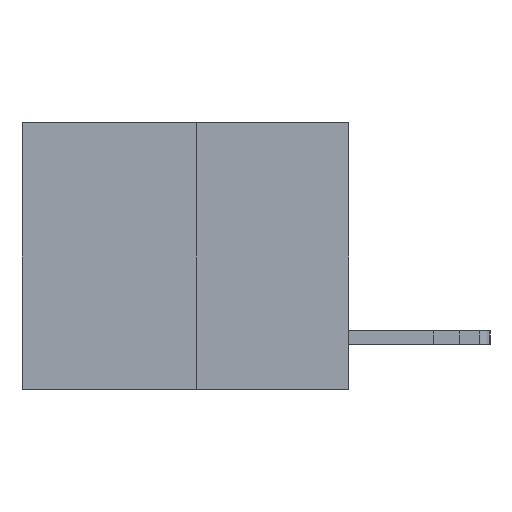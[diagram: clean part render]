
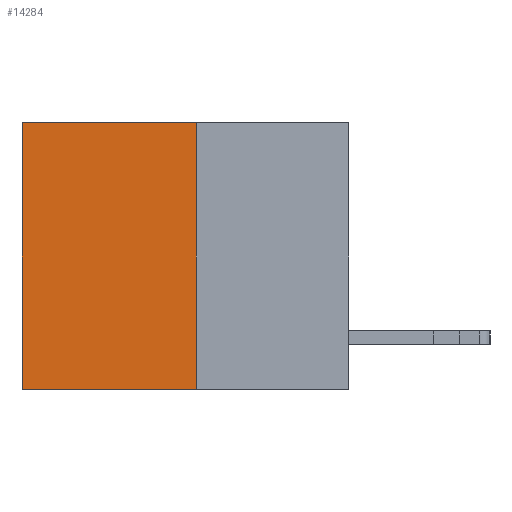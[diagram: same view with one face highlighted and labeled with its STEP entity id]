
A CAD part, left-side view. The second image highlights one B-rep face of the part: STEP entity #14284.
In plain terms, the highlighted planar face has unit normal (-1, 0, 0).
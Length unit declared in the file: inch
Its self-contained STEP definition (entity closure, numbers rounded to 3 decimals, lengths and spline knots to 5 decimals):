
#76 = CARTESIAN_POINT ( 'NONE',  ( 0.3165, 0.6, 0. ) ) ;
#461 = LINE ( 'NONE', #4325, #8328 ) ;
#1617 = EDGE_CURVE ( 'NONE', #4515, #2787, #9796, .T. ) ;
#1992 = VECTOR ( 'NONE', #11592, 39.37008 ) ;
#2469 = VERTEX_POINT ( 'NONE', #76 ) ;
#2512 = DIRECTION ( 'NONE',  ( 0., 1., 0. ) ) ;
#2787 = VERTEX_POINT ( 'NONE', #11104 ) ;
#2791 = CARTESIAN_POINT ( 'NONE',  ( 0.3165, 0.28, -0.49 ) ) ;
#2809 = CARTESIAN_POINT ( 'NONE',  ( 0.3165, 0.28, -0.49 ) ) ;
#2953 = PLANE ( 'NONE',  #8648 ) ;
#3176 = VERTEX_POINT ( 'NONE', #4187 ) ;
#3930 = EDGE_CURVE ( 'NONE', #2787, #3176, #461, .T. ) ;
#4187 = CARTESIAN_POINT ( 'NONE',  ( 0.3165, 0.6, -0.49 ) ) ;
#4274 = DIRECTION ( 'NONE',  ( 0., 1., 0. ) ) ;
#4325 = CARTESIAN_POINT ( 'NONE',  ( 0.3165, 0.28, -0.49 ) ) ;
#4515 = VERTEX_POINT ( 'NONE', #8290 ) ;
#4750 = CARTESIAN_POINT ( 'NONE',  ( 0.3165, 0.28, 0. ) ) ;
#5039 = ORIENTED_EDGE ( 'NONE', *, *, #14116, .T. ) ;
#5309 = LINE ( 'NONE', #13965, #1992 ) ;
#5602 = EDGE_CURVE ( 'NONE', #4515, #2469, #5727, .T. ) ;
#5727 = LINE ( 'NONE', #4750, #7173 ) ;
#7173 = VECTOR ( 'NONE', #2512, 39.37008 ) ;
#7315 = DIRECTION ( 'NONE',  ( 0., 0., -1. ) ) ;
#8290 = CARTESIAN_POINT ( 'NONE',  ( 0.3165, 0.28, 0. ) ) ;
#8328 = VECTOR ( 'NONE', #4274, 39.37008 ) ;
#8511 = DIRECTION ( 'NONE',  ( 0., 0., -1. ) ) ;
#8648 = AXIS2_PLACEMENT_3D ( 'NONE', #2809, #13036, #7315 ) ;
#9364 = ORIENTED_EDGE ( 'NONE', *, *, #3930, .F. ) ;
#9448 = VECTOR ( 'NONE', #8511, 39.37008 ) ;
#9796 = LINE ( 'NONE', #2791, #9448 ) ;
#10267 = ORIENTED_EDGE ( 'NONE', *, *, #5602, .T. ) ;
#10586 = FACE_OUTER_BOUND ( 'NONE', #14316, .T. ) ;
#11104 = CARTESIAN_POINT ( 'NONE',  ( 0.3165, 0.28, -0.49 ) ) ;
#11592 = DIRECTION ( 'NONE',  ( 0., 0., -1. ) ) ;
#13036 = DIRECTION ( 'NONE',  ( 1., 0., 0. ) ) ;
#13495 = ORIENTED_EDGE ( 'NONE', *, *, #1617, .F. ) ;
#13965 = CARTESIAN_POINT ( 'NONE',  ( 0.3165, 0.6, -0.49 ) ) ;
#14116 = EDGE_CURVE ( 'NONE', #2469, #3176, #5309, .T. ) ;
#14284 = ADVANCED_FACE ( 'NONE', ( #10586 ), #2953, .F. ) ;
#14316 = EDGE_LOOP ( 'NONE', ( #5039, #9364, #13495, #10267 ) ) ;
